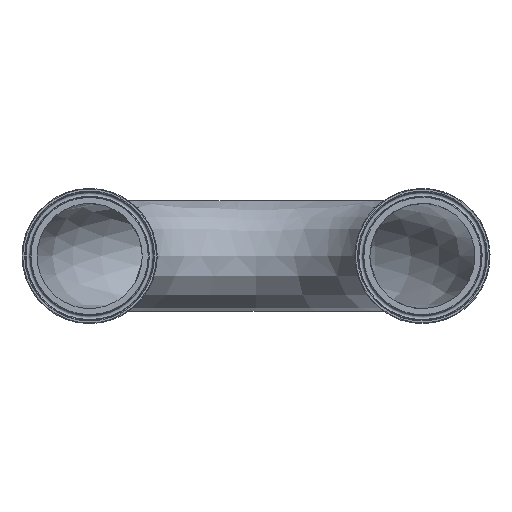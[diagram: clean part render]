
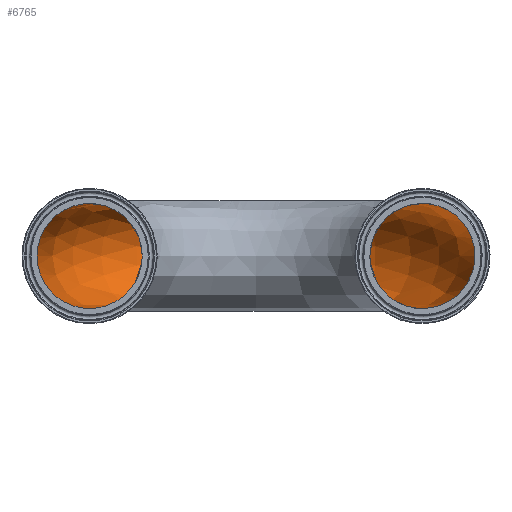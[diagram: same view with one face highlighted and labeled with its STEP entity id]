
A CAD part, left-side view. The second image highlights one B-rep face of the part: STEP entity #6765.
In plain terms, the highlighted free-form (B-spline) face has degree [2, 2] with [9, 5] control points.
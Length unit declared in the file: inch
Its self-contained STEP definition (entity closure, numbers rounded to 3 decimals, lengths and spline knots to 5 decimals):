
#49=CIRCLE('',#6964,1.185);
#50=CIRCLE('',#6965,2.565);
#51=CIRCLE('',#6966,1.185);
#1474=FACE_OUTER_BOUND('',#1880,.T.);
#1880=EDGE_LOOP('',(#6097,#6098,#6099,#6100));
#3144=VERTEX_POINT('',#16807);
#3145=VERTEX_POINT('',#16809);
#4151=EDGE_CURVE('',#3144,#3144,#49,.T.);
#4152=EDGE_CURVE('',#3144,#3145,#50,.T.);
#4153=EDGE_CURVE('',#3145,#3145,#51,.T.);
#6097=ORIENTED_EDGE('',*,*,#4151,.F.);
#6098=ORIENTED_EDGE('',*,*,#4152,.T.);
#6099=ORIENTED_EDGE('',*,*,#4153,.F.);
#6100=ORIENTED_EDGE('',*,*,#4152,.F.);
#6371=(
BOUNDED_SURFACE()
B_SPLINE_SURFACE(2,2,((#16762,#16763,#16764,#16765,#16766),(#16767,#16768,
#16769,#16770,#16771),(#16772,#16773,#16774,#16775,#16776),(#16777,#16778,
#16779,#16780,#16781),(#16782,#16783,#16784,#16785,#16786),(#16787,#16788,
#16789,#16790,#16791),(#16792,#16793,#16794,#16795,#16796),(#16797,#16798,
#16799,#16800,#16801),(#16802,#16803,#16804,#16805,#16806)),
 .UNSPECIFIED.,.T.,.F.,.F.)
B_SPLINE_SURFACE_WITH_KNOTS((3,2,2,2,3),(3,2,3),(-3.14159,-1.5708,
0.,1.5708,3.14159),(0.,1.5708,3.14159),
 .UNSPECIFIED.)
GEOMETRIC_REPRESENTATION_ITEM()
RATIONAL_B_SPLINE_SURFACE(((1.,0.707,1.,0.707,1.),
(0.707,0.5,0.707,0.5,0.707),(1.,0.707,
1.,0.707,1.),(0.707,0.5,0.707,0.5,0.707),
(1.,0.707,1.,0.707,1.),(0.707,0.5,0.707,
0.5,0.707),(1.,0.707,1.,0.707,1.),(0.707,
0.5,0.707,0.5,0.707),(1.,0.707,1.,0.707,
1.)))
REPRESENTATION_ITEM('')
SURFACE()
);
#6765=ADVANCED_FACE('',(#1474),#6371,.F.);
#6964=AXIS2_PLACEMENT_3D('',#16808,#7695,#7696);
#6965=AXIS2_PLACEMENT_3D('',#16810,#7697,#7698);
#6966=AXIS2_PLACEMENT_3D('',#16811,#7699,#7700);
#7695=DIRECTION('center_axis',(1.,0.,0.));
#7696=DIRECTION('ref_axis',(0.,1.,0.));
#7697=DIRECTION('center_axis',(0.,0.,
-1.));
#7698=DIRECTION('ref_axis',(0.,1.,0.));
#7699=DIRECTION('center_axis',(1.,0.,0.));
#7700=DIRECTION('ref_axis',(0.,-1.,0.));
#16762=CARTESIAN_POINT('Ctrl Pts',(0.5,-1.185,0.));
#16763=CARTESIAN_POINT('Ctrl Pts',(3.065,-1.185,0.));
#16764=CARTESIAN_POINT('Ctrl Pts',(3.065,-3.75,0.));
#16765=CARTESIAN_POINT('Ctrl Pts',(3.065,-6.315,0.));
#16766=CARTESIAN_POINT('Ctrl Pts',(0.5,-6.315,0.));
#16767=CARTESIAN_POINT('Ctrl Pts',(0.5,-1.185,-1.185));
#16768=CARTESIAN_POINT('Ctrl Pts',(3.065,-1.185,-1.185));
#16769=CARTESIAN_POINT('Ctrl Pts',(3.065,-3.75,-1.185));
#16770=CARTESIAN_POINT('Ctrl Pts',(3.065,-6.315,-1.185));
#16771=CARTESIAN_POINT('Ctrl Pts',(0.5,-6.315,-1.185));
#16772=CARTESIAN_POINT('Ctrl Pts',(0.5,0.,-1.185));
#16773=CARTESIAN_POINT('Ctrl Pts',(4.25,0.,-1.185));
#16774=CARTESIAN_POINT('Ctrl Pts',(4.25,-3.75,-1.185));
#16775=CARTESIAN_POINT('Ctrl Pts',(4.25,-7.5,-1.185));
#16776=CARTESIAN_POINT('Ctrl Pts',(0.5,-7.5,-1.185));
#16777=CARTESIAN_POINT('Ctrl Pts',(0.5,1.185,-1.185));
#16778=CARTESIAN_POINT('Ctrl Pts',(5.435,1.185,-1.185));
#16779=CARTESIAN_POINT('Ctrl Pts',(5.435,-3.75,-1.185));
#16780=CARTESIAN_POINT('Ctrl Pts',(5.435,-8.685,-1.185));
#16781=CARTESIAN_POINT('Ctrl Pts',(0.5,-8.685,-1.185));
#16782=CARTESIAN_POINT('Ctrl Pts',(0.5,1.185,0.));
#16783=CARTESIAN_POINT('Ctrl Pts',(5.435,1.185,0.));
#16784=CARTESIAN_POINT('Ctrl Pts',(5.435,-3.75,0.));
#16785=CARTESIAN_POINT('Ctrl Pts',(5.435,-8.685,0.));
#16786=CARTESIAN_POINT('Ctrl Pts',(0.5,-8.685,0.));
#16787=CARTESIAN_POINT('Ctrl Pts',(0.5,1.185,1.185));
#16788=CARTESIAN_POINT('Ctrl Pts',(5.435,1.185,1.185));
#16789=CARTESIAN_POINT('Ctrl Pts',(5.435,-3.75,1.185));
#16790=CARTESIAN_POINT('Ctrl Pts',(5.435,-8.685,1.185));
#16791=CARTESIAN_POINT('Ctrl Pts',(0.5,-8.685,1.185));
#16792=CARTESIAN_POINT('Ctrl Pts',(0.5,0.,1.185));
#16793=CARTESIAN_POINT('Ctrl Pts',(4.25,0.,1.185));
#16794=CARTESIAN_POINT('Ctrl Pts',(4.25,-3.75,1.185));
#16795=CARTESIAN_POINT('Ctrl Pts',(4.25,-7.5,1.185));
#16796=CARTESIAN_POINT('Ctrl Pts',(0.5,-7.5,1.185));
#16797=CARTESIAN_POINT('Ctrl Pts',(0.5,-1.185,1.185));
#16798=CARTESIAN_POINT('Ctrl Pts',(3.065,-1.185,1.185));
#16799=CARTESIAN_POINT('Ctrl Pts',(3.065,-3.75,1.185));
#16800=CARTESIAN_POINT('Ctrl Pts',(3.065,-6.315,1.185));
#16801=CARTESIAN_POINT('Ctrl Pts',(0.5,-6.315,1.185));
#16802=CARTESIAN_POINT('Ctrl Pts',(0.5,-1.185,0.));
#16803=CARTESIAN_POINT('Ctrl Pts',(3.065,-1.185,0.));
#16804=CARTESIAN_POINT('Ctrl Pts',(3.065,-3.75,0.));
#16805=CARTESIAN_POINT('Ctrl Pts',(3.065,-6.315,0.));
#16806=CARTESIAN_POINT('Ctrl Pts',(0.5,-6.315,0.));
#16807=CARTESIAN_POINT('',(0.5,-1.185,0.));
#16808=CARTESIAN_POINT('Origin',(0.5,0.,0.));
#16809=CARTESIAN_POINT('',(0.5,-6.315,0.));
#16810=CARTESIAN_POINT('Origin',(0.5,-3.75,0.));
#16811=CARTESIAN_POINT('Origin',(0.5,-7.5,0.));
